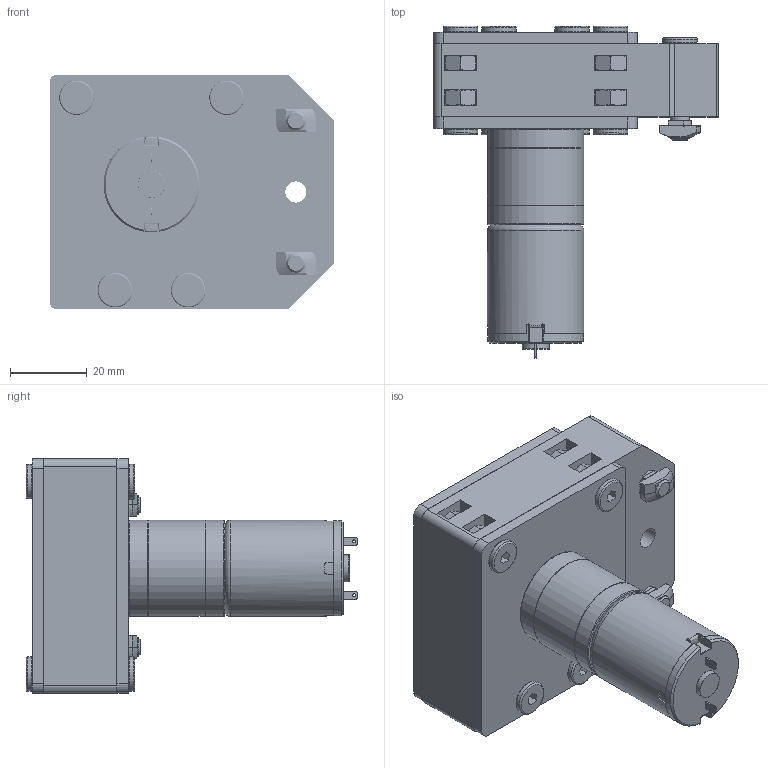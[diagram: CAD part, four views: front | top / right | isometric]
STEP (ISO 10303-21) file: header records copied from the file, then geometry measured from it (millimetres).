
FILE_DESCRIPTION(/* description */ (''),/* implementation_level */ '2;1');
FILE_NAME(/* name */ 'BombaPeristaltica.stp',/* time_stamp */ '2021-03-08T22:09:06-03:00',/* author */ ('JK'),/* organization */ (''),/* preprocessor_version */ 'ST-DEVELOPER v18',/* originating_system */ 'Autodesk Inventor 2020',/* authorisation */ '');
FILE_SCHEMA (('AUTOMOTIVE_DESIGN { 1 0 10303 214 3 1 1 }'));
Length unit declared in the file: millimetre
Products named in the file (22): BombaPerisImprimible; JGA25-372 24V Motor; Impulsor; Impulsor_1; Perno M5x15 cabeza plana_; M5Nut; M3Nut; PrisioneroM3; W 605-2Z; W 605-2Z_PART1; W 605-2Z_PART2; W 605-2Z_PART3; W 605-2Z_PART4; Caja; TapaSuperior; Perno M5x15 cabeza plana__1; CASEB_v3; Perno M5x8 cabeza plana; T_Slot_Nut_Dropin_2020 m5 v2; M3x6SinkBolt; M5Nut_1; GolillaM4
Assembly tree (63 placements, depth 4):
  BombaPerisImprimible
    JGA25-372 24V Motor
    Impulsor
      Impulsor_1
      Perno M5x15 cabeza plana_  x3
      M5Nut  x3
      M3Nut  x3
      PrisioneroM3  x3
      W 605-2Z  x6
        W 605-2Z_PART1
        W 605-2Z_PART2
        W 605-2Z_PART3
        W 605-2Z_PART4
    Caja
    TapaSuperior
    Perno M5x15 cabeza plana__1  x8
    M3x6SinkBolt  x2
    CASEB_v3
    Perno M5x8 cabeza plana  x2
    T_Slot_Nut_Dropin_2020 m5 v2  x2
    M5Nut_1  x8
    GolillaM4
Bounding box: 74 x 86.2 x 61 mm (x, y, z)
Volume: 91777.5 mm3; surface area: 68917.9 mm2
Topology: 106 solids, 106 shells, 1888 faces, 4932 edges, 3240 vertices
Faces by surface type: plane 722, cylinder 568, cone 359, torus 115, bspline 68, sphere 56
Full cylindrical faces by diameter (mm): 0.8 x2, 2 x2, 2.2 x2, 2.35 x56, 2.5 x2, 3 x51, 3.2 x2, 3.6 x8, 3.961 x30, 4 x5, 4.1 x2, 4.3 x2, 5 x62, 5.029 x2, 5.4 x12, 5.5 x14, 6 x2, 6.9 x24, 7 x3, 7.5 x1, 7.79 x12, 8 x1, 8.2 x1, 9 x14, 11 x1, 11.28 x12, 12.2 x24, 14 x6, 15 x1, 19 x1
Entity records: 36503 total; most frequent: CARTESIAN_POINT 13698, DIRECTION 4684, ORIENTED_EDGE 4524, EDGE_CURVE 2262, AXIS2_PLACEMENT_3D 1849, VERTEX_POINT 1486, EDGE_LOOP 1026, LINE 986
